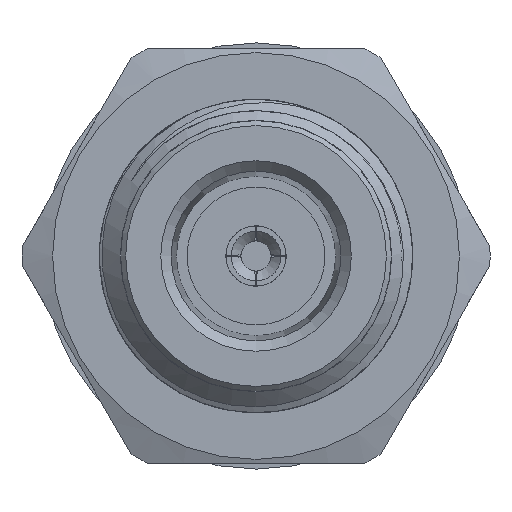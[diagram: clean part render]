
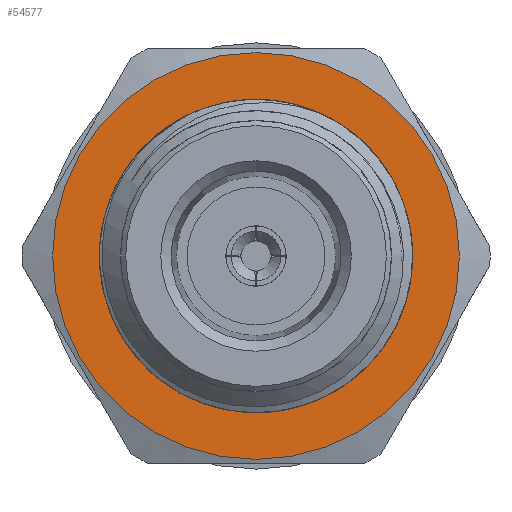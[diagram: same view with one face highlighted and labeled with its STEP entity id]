
A CAD part, left-side view. The second image highlights one B-rep face of the part: STEP entity #54577.
In plain terms, the highlighted planar face has unit normal (-1, 0, 0).
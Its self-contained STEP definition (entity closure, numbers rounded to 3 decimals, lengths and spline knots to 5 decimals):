
#6696 = CARTESIAN_POINT ( 'NONE',  ( 0.49213, 0., 0. ) ) ;
#11930 = DIRECTION ( 'NONE',  ( -1., 0., 0. ) ) ;
#13486 = CIRCLE ( 'NONE', #56635, 0.3125 ) ;
#18298 = ORIENTED_EDGE ( 'NONE', *, *, #25811, .F. ) ;
#18622 = CIRCLE ( 'NONE', #74618, 0.40567 ) ;
#21405 = ORIENTED_EDGE ( 'NONE', *, *, #42844, .F. ) ;
#25471 = DIRECTION ( 'NONE',  ( 0., 1., 0. ) ) ;
#25811 = EDGE_CURVE ( 'NONE', #51816, #51816, #18622, .T. ) ;
#30669 = AXIS2_PLACEMENT_3D ( 'NONE', #63230, #11930, #38894 ) ;
#34247 = DIRECTION ( 'NONE',  ( 0., -1., 0. ) ) ;
#35313 = CARTESIAN_POINT ( 'NONE',  ( 0.49213, -0.3125, 0. ) ) ;
#35598 = CARTESIAN_POINT ( 'NONE',  ( 0.49213, 0.40567, 0. ) ) ;
#38894 = DIRECTION ( 'NONE',  ( 0., -1., 0. ) ) ;
#39232 = DIRECTION ( 'NONE',  ( 1., 0., 0. ) ) ;
#42844 = EDGE_CURVE ( 'NONE', #63791, #63791, #13486, .T. ) ;
#47415 = DIRECTION ( 'NONE',  ( -1., 0., 0. ) ) ;
#51816 = VERTEX_POINT ( 'NONE', #35598 ) ;
#52579 = PLANE ( 'NONE',  #30669 ) ;
#54577 = ADVANCED_FACE ( 'NONE', ( #65434, #80490 ), #52579, .T. ) ;
#56635 = AXIS2_PLACEMENT_3D ( 'NONE', #67271, #47415, #34247 ) ;
#63230 = CARTESIAN_POINT ( 'NONE',  ( 0.49213, 0., 0. ) ) ;
#63791 = VERTEX_POINT ( 'NONE', #35313 ) ;
#64924 = EDGE_LOOP ( 'NONE', ( #21405 ) ) ;
#65434 = FACE_BOUND ( 'NONE', #64924, .T. ) ;
#67271 = CARTESIAN_POINT ( 'NONE',  ( 0.49213, 0., 0. ) ) ;
#67809 = EDGE_LOOP ( 'NONE', ( #18298 ) ) ;
#74618 = AXIS2_PLACEMENT_3D ( 'NONE', #6696, #39232, #25471 ) ;
#80490 = FACE_OUTER_BOUND ( 'NONE', #67809, .T. ) ;
